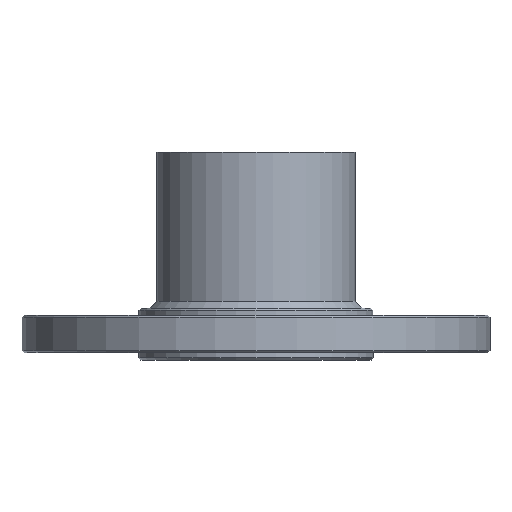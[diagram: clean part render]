
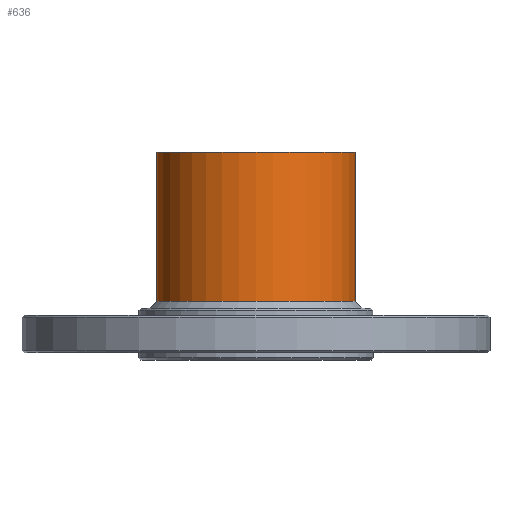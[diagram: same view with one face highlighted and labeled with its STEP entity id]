
A CAD part, front view. The second image highlights one B-rep face of the part: STEP entity #636.
In plain terms, the highlighted cylindrical face has radius 12.141 mm (diameter 24.282 mm), a partial arc.
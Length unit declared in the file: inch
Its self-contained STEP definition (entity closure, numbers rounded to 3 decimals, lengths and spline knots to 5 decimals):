
#4 = AXIS2_PLACEMENT_3D ( 'NONE', #929, #738, #349 ) ;
#35 = EDGE_CURVE ( 'NONE', #382, #141, #961, .T. ) ;
#62 = EDGE_CURVE ( 'NONE', #141, #918, #129, .T. ) ;
#129 = CIRCLE ( 'NONE', #888, 0.478 ) ;
#141 = VERTEX_POINT ( 'NONE', #432 ) ;
#180 = EDGE_LOOP ( 'NONE', ( #513, #734, #620, #1094 ) ) ;
#197 = EDGE_CURVE ( 'NONE', #382, #753, #880, .T. ) ;
#349 = DIRECTION ( 'NONE',  ( -1., 0., 0. ) ) ;
#382 = VERTEX_POINT ( 'NONE', #458 ) ;
#388 = CARTESIAN_POINT ( 'NONE',  ( 0.478, 0., 1. ) ) ;
#389 = CARTESIAN_POINT ( 'NONE',  ( 0., 0., 1. ) ) ;
#432 = CARTESIAN_POINT ( 'NONE',  ( -0.478, 0., 0.282 ) ) ;
#452 = EDGE_CURVE ( 'NONE', #753, #918, #699, .T. ) ;
#458 = CARTESIAN_POINT ( 'NONE',  ( -0.478, 0., 1. ) ) ;
#513 = ORIENTED_EDGE ( 'NONE', *, *, #452, .F. ) ;
#617 = CYLINDRICAL_SURFACE ( 'NONE', #4, 0.478 ) ;
#620 = ORIENTED_EDGE ( 'NONE', *, *, #35, .T. ) ;
#636 = ADVANCED_FACE ( 'NONE', ( #1115 ), #617, .T. ) ;
#640 = DIRECTION ( 'NONE',  ( 1., 0., 0. ) ) ;
#687 = DIRECTION ( 'NONE',  ( 1., 0., 0. ) ) ;
#693 = DIRECTION ( 'NONE',  ( 0., 0., 1. ) ) ;
#696 = CARTESIAN_POINT ( 'NONE',  ( 0., 0., 0.282 ) ) ;
#699 = LINE ( 'NONE', #1121, #914 ) ;
#709 = AXIS2_PLACEMENT_3D ( 'NONE', #389, #769, #687 ) ;
#734 = ORIENTED_EDGE ( 'NONE', *, *, #197, .F. ) ;
#738 = DIRECTION ( 'NONE',  ( 0., 0., -1. ) ) ;
#753 = VERTEX_POINT ( 'NONE', #388 ) ;
#769 = DIRECTION ( 'NONE',  ( 0., 0., 1. ) ) ;
#880 = CIRCLE ( 'NONE', #709, 0.478 ) ;
#888 = AXIS2_PLACEMENT_3D ( 'NONE', #696, #693, #640 ) ;
#894 = CARTESIAN_POINT ( 'NONE',  ( -0.478, 0., 1. ) ) ;
#904 = DIRECTION ( 'NONE',  ( 0., 0., -1. ) ) ;
#914 = VECTOR ( 'NONE', #1125, 39.37008 ) ;
#918 = VERTEX_POINT ( 'NONE', #1136 ) ;
#929 = CARTESIAN_POINT ( 'NONE',  ( 0., 0., 1. ) ) ;
#961 = LINE ( 'NONE', #894, #1166 ) ;
#1094 = ORIENTED_EDGE ( 'NONE', *, *, #62, .T. ) ;
#1115 = FACE_OUTER_BOUND ( 'NONE', #180, .T. ) ;
#1121 = CARTESIAN_POINT ( 'NONE',  ( 0.478, 0., 1. ) ) ;
#1125 = DIRECTION ( 'NONE',  ( 0., 0., -1. ) ) ;
#1136 = CARTESIAN_POINT ( 'NONE',  ( 0.478, 0., 0.282 ) ) ;
#1166 = VECTOR ( 'NONE', #904, 39.37008 ) ;
